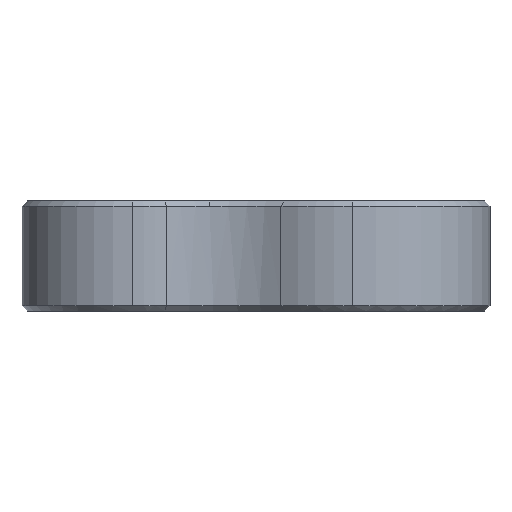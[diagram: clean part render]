
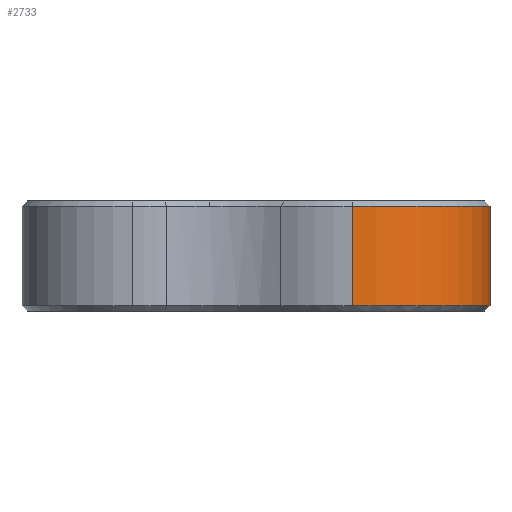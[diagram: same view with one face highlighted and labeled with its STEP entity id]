
A CAD part, left-side view. The second image highlights one B-rep face of the part: STEP entity #2733.
In plain terms, the highlighted cylindrical face has radius 5 mm (diameter 10 mm), a partial arc.
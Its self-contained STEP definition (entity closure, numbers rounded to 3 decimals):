
#104 = VERTEX_POINT ( 'NONE', #2286 ) ;
#118 = AXIS2_PLACEMENT_3D ( 'NONE', #425, #1938, #233 ) ;
#143 = CARTESIAN_POINT ( 'NONE',  ( -22.5, 0., 3.8 ) ) ;
#195 = AXIS2_PLACEMENT_3D ( 'NONE', #291, #2723, #755 ) ;
#210 = LINE ( 'NONE', #912, #443 ) ;
#233 = DIRECTION ( 'NONE',  ( 1., 0., 0. ) ) ;
#291 = CARTESIAN_POINT ( 'NONE',  ( -17.5, 0., 4. ) ) ;
#312 = AXIS2_PLACEMENT_3D ( 'NONE', #2621, #1312, #1524 ) ;
#394 = ORIENTED_EDGE ( 'NONE', *, *, #1925, .T. ) ;
#425 = CARTESIAN_POINT ( 'NONE',  ( -17.5, 0., 0.2 ) ) ;
#443 = VECTOR ( 'NONE', #900, 1000. ) ;
#553 = CARTESIAN_POINT ( 'NONE',  ( -22.5, 0., 4. ) ) ;
#618 = VECTOR ( 'NONE', #2290, 1000. ) ;
#657 = EDGE_CURVE ( 'NONE', #2823, #2734, #1739, .T. ) ;
#742 = CIRCLE ( 'NONE', #118, 5. ) ;
#747 = CARTESIAN_POINT ( 'NONE',  ( -22.5, 0., 0.2 ) ) ;
#755 = DIRECTION ( 'NONE',  ( -1., 0., 0. ) ) ;
#805 = EDGE_CURVE ( 'NONE', #2296, #104, #210, .T. ) ;
#900 = DIRECTION ( 'NONE',  ( 0., 0., -1. ) ) ;
#912 = CARTESIAN_POINT ( 'NONE',  ( -17.5, -5., 4. ) ) ;
#1117 = CYLINDRICAL_SURFACE ( 'NONE', #195, 5. ) ;
#1221 = ORIENTED_EDGE ( 'NONE', *, *, #805, .F. ) ;
#1222 = FACE_OUTER_BOUND ( 'NONE', #2225, .T. ) ;
#1281 = CARTESIAN_POINT ( 'NONE',  ( -17.5, -5., 3.8 ) ) ;
#1312 = DIRECTION ( 'NONE',  ( 0., 0., -1. ) ) ;
#1524 = DIRECTION ( 'NONE',  ( 1., 0., 0. ) ) ;
#1739 = LINE ( 'NONE', #553, #618 ) ;
#1925 = EDGE_CURVE ( 'NONE', #2296, #2823, #2175, .T. ) ;
#1938 = DIRECTION ( 'NONE',  ( 0., 0., 1. ) ) ;
#1954 = ORIENTED_EDGE ( 'NONE', *, *, #657, .T. ) ;
#1961 = EDGE_CURVE ( 'NONE', #2734, #104, #742, .T. ) ;
#2156 = ORIENTED_EDGE ( 'NONE', *, *, #1961, .T. ) ;
#2175 = CIRCLE ( 'NONE', #312, 5. ) ;
#2225 = EDGE_LOOP ( 'NONE', ( #394, #1954, #2156, #1221 ) ) ;
#2286 = CARTESIAN_POINT ( 'NONE',  ( -17.5, -5., 0.2 ) ) ;
#2290 = DIRECTION ( 'NONE',  ( 0., 0., -1. ) ) ;
#2296 = VERTEX_POINT ( 'NONE', #1281 ) ;
#2621 = CARTESIAN_POINT ( 'NONE',  ( -17.5, 0., 3.8 ) ) ;
#2723 = DIRECTION ( 'NONE',  ( 0., 0., -1. ) ) ;
#2733 = ADVANCED_FACE ( 'NONE', ( #1222 ), #1117, .T. ) ;
#2734 = VERTEX_POINT ( 'NONE', #747 ) ;
#2823 = VERTEX_POINT ( 'NONE', #143 ) ;
